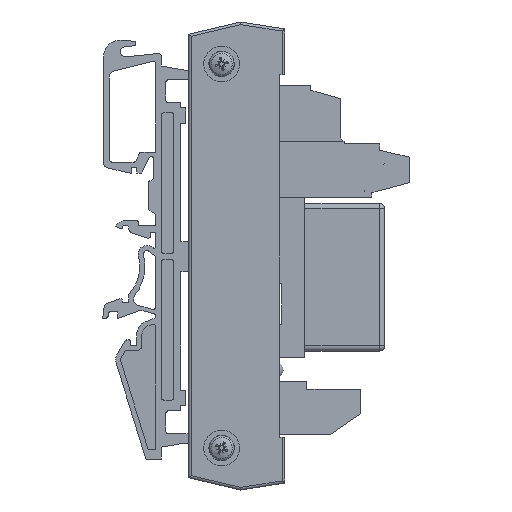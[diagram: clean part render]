
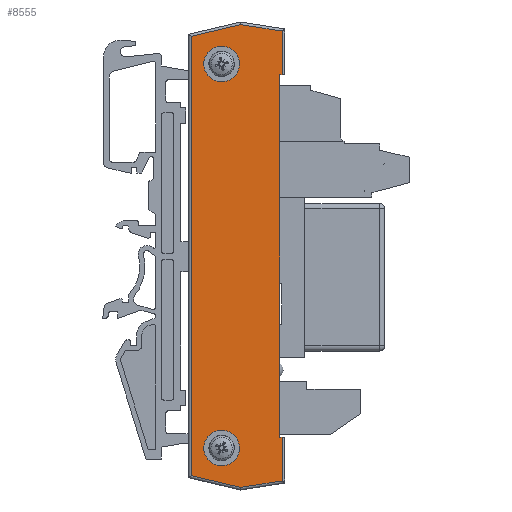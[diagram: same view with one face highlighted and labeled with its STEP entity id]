
A CAD part, left-side view. The second image highlights one B-rep face of the part: STEP entity #8555.
In plain terms, the highlighted face is planar.
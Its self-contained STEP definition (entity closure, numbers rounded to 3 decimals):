
#8094=CARTESIAN_POINT('',(-16.628,6.238,5.0));
#8095=VERTEX_POINT('',#8094);
#8102=CARTESIAN_POINT('',(54.672,6.238,5.0));
#8103=VERTEX_POINT('',#8102);
#8104=CARTESIAN_POINT('',(54.672,6.238,5.0));
#8105=DIRECTION('',(-1.0,0.0,0.0));
#8106=VECTOR('',#8105,71.3);
#8107=LINE('',#8104,#8106);
#8108=EDGE_CURVE('',#8103,#8095,#8107,.T.);
#8351=CARTESIAN_POINT('',(60.272,-5.162,5.0));
#8352=VERTEX_POINT('',#8351);
#8353=CARTESIAN_POINT('',(56.772,-5.162,5.0));
#8354=DIRECTION('',(0.0,0.0,-1.0));
#8355=DIRECTION('',(-1.0,0.0,0.0));
#8356=AXIS2_PLACEMENT_3D('',#8353,#8354,#8355);
#8357=CIRCLE('',#8356,3.5);
#8358=EDGE_CURVE('',#8352,#8352,#8357,.T.);
#8391=CARTESIAN_POINT('',(-15.228,-5.162,5.0));
#8392=VERTEX_POINT('',#8391);
#8393=CARTESIAN_POINT('',(-18.728,-5.162,5.0));
#8394=DIRECTION('',(0.0,0.0,-1.0));
#8395=DIRECTION('',(-1.0,0.0,0.0));
#8396=AXIS2_PLACEMENT_3D('',#8393,#8394,#8395);
#8397=CIRCLE('',#8396,3.5);
#8398=EDGE_CURVE('',#8392,#8392,#8397,.T.);
#8432=CARTESIAN_POINT('',(54.672,6.738,5.0));
#8433=VERTEX_POINT('',#8432);
#8434=CARTESIAN_POINT('',(54.672,6.738,5.0));
#8435=DIRECTION('',(0.0,-1.0,0.0));
#8436=VECTOR('',#8435,0.5);
#8437=LINE('',#8434,#8436);
#8438=EDGE_CURVE('',#8433,#8103,#8437,.T.);
#8463=CARTESIAN_POINT('',(-16.628,6.738,5.0));
#8464=VERTEX_POINT('',#8463);
#8472=CARTESIAN_POINT('',(-16.628,6.238,5.0));
#8473=DIRECTION('',(0.0,1.0,0.0));
#8474=VECTOR('',#8473,0.5);
#8475=LINE('',#8472,#8474);
#8476=EDGE_CURVE('',#8095,#8464,#8475,.T.);
#8485=CARTESIAN_POINT('',(19.022,-2.126,5.0));
#8486=DIRECTION('',(0.0,0.0,1.0));
#8487=DIRECTION('',(1.0,0.0,0.0));
#8488=AXIS2_PLACEMENT_3D('',#8485,#8486,#8487);
#8489=PLANE('',#8488);
#8490=ORIENTED_EDGE('',*,*,#8438,.T.);
#8491=ORIENTED_EDGE('',*,*,#8108,.T.);
#8492=ORIENTED_EDGE('',*,*,#8476,.T.);
#8493=CARTESIAN_POINT('',(-25.176,6.738,5.0));
#8494=VERTEX_POINT('',#8493);
#8495=CARTESIAN_POINT('',(-25.176,6.738,5.0));
#8496=DIRECTION('',(1.0,0.0,0.0));
#8497=VECTOR('',#8496,8.548);
#8498=LINE('',#8495,#8497);
#8499=EDGE_CURVE('',#8494,#8464,#8498,.T.);
#8500=ORIENTED_EDGE('',*,*,#8499,.F.);
#8501=CARTESIAN_POINT('',(-26.459,-1.405,5.0));
#8502=VERTEX_POINT('',#8501);
#8503=CARTESIAN_POINT('',(-26.459,-1.405,5.0));
#8504=DIRECTION('',(0.156,0.988,0.0));
#8505=VECTOR('',#8504,8.244);
#8506=LINE('',#8503,#8505);
#8507=EDGE_CURVE('',#8502,#8494,#8506,.T.);
#8508=ORIENTED_EDGE('',*,*,#8507,.F.);
#8509=CARTESIAN_POINT('',(-24.157,-11.162,5.0));
#8510=VERTEX_POINT('',#8509);
#8511=CARTESIAN_POINT('',(-24.157,-11.162,5.0));
#8512=DIRECTION('',(-0.23,0.973,0.0));
#8513=VECTOR('',#8512,10.024);
#8514=LINE('',#8511,#8513);
#8515=EDGE_CURVE('',#8510,#8502,#8514,.T.);
#8516=ORIENTED_EDGE('',*,*,#8515,.F.);
#8517=CARTESIAN_POINT('',(62.201,-11.162,5.0));
#8518=VERTEX_POINT('',#8517);
#8519=CARTESIAN_POINT('',(62.201,-11.162,5.0));
#8520=DIRECTION('',(-1.0,0.0,0.0));
#8521=VECTOR('',#8520,86.358);
#8522=LINE('',#8519,#8521);
#8523=EDGE_CURVE('',#8518,#8510,#8522,.T.);
#8524=ORIENTED_EDGE('',*,*,#8523,.F.);
#8525=CARTESIAN_POINT('',(64.503,-1.405,5.0));
#8526=VERTEX_POINT('',#8525);
#8527=CARTESIAN_POINT('',(64.503,-1.405,5.0));
#8528=DIRECTION('',(-0.23,-0.973,0.0));
#8529=VECTOR('',#8528,10.024);
#8530=LINE('',#8527,#8529);
#8531=EDGE_CURVE('',#8526,#8518,#8530,.T.);
#8532=ORIENTED_EDGE('',*,*,#8531,.F.);
#8533=CARTESIAN_POINT('',(63.22,6.738,5.0));
#8534=VERTEX_POINT('',#8533);
#8535=CARTESIAN_POINT('',(63.22,6.738,5.0));
#8536=DIRECTION('',(0.156,-0.988,0.0));
#8537=VECTOR('',#8536,8.244);
#8538=LINE('',#8535,#8537);
#8539=EDGE_CURVE('',#8534,#8526,#8538,.T.);
#8540=ORIENTED_EDGE('',*,*,#8539,.F.);
#8541=CARTESIAN_POINT('',(54.672,6.738,5.0));
#8542=DIRECTION('',(1.0,0.0,0.0));
#8543=VECTOR('',#8542,8.548);
#8544=LINE('',#8541,#8543);
#8545=EDGE_CURVE('',#8433,#8534,#8544,.T.);
#8546=ORIENTED_EDGE('',*,*,#8545,.F.);
#8547=EDGE_LOOP('',(#8490,#8491,#8492,#8500,#8508,#8516,#8524,#8532,#8540,#8546));
#8548=FACE_OUTER_BOUND('',#8547,.T.);
#8549=ORIENTED_EDGE('',*,*,#8358,.T.);
#8550=EDGE_LOOP('',(#8549));
#8551=FACE_BOUND('',#8550,.T.);
#8552=ORIENTED_EDGE('',*,*,#8398,.T.);
#8553=EDGE_LOOP('',(#8552));
#8554=FACE_BOUND('',#8553,.T.);
#8555=ADVANCED_FACE('',(#8548,#8551,#8554),#8489,.T.);
